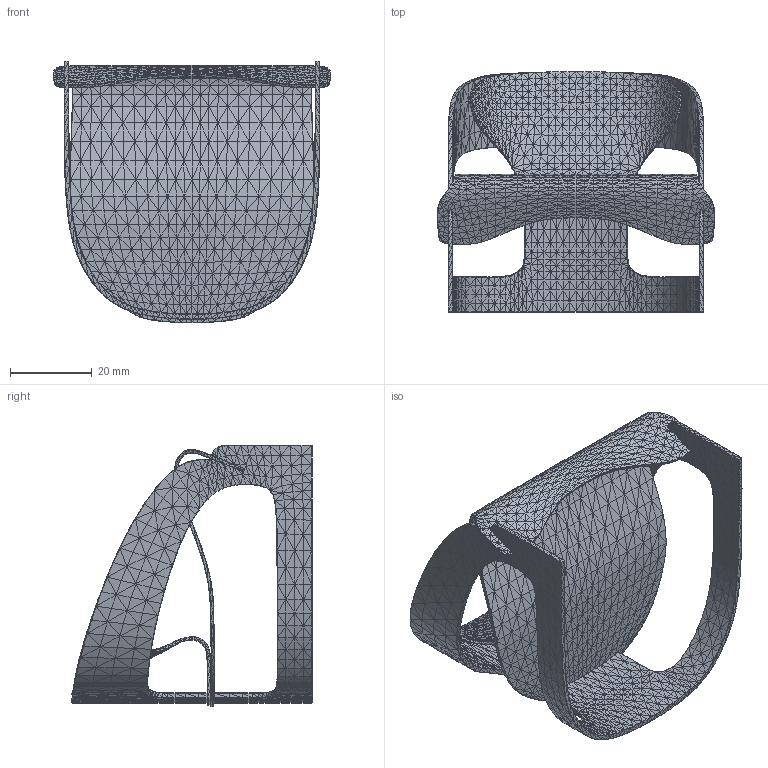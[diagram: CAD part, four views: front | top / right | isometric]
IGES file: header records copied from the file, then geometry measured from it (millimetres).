
Global section: file name: 91HPoltrona Joe Colombo_Kartell.igs; native system: Rhinoceros ( Oct 30 2009 ); preprocessor: Trout Lake IGES 012 Oct 30 2009; author: Joe Colombo; organization: Kartell; date: 140203.112744; units: millimetre
Bounding box: 67.56 x 58.73 x 63.88 mm (x, y, z)
Surface area: 23378.3 mm2 (no closed solid volume)
Topology: 0 solids, 0 shells, 14064 faces, 42192 edges, 42192 vertices
Faces by surface type: bspline 14064
